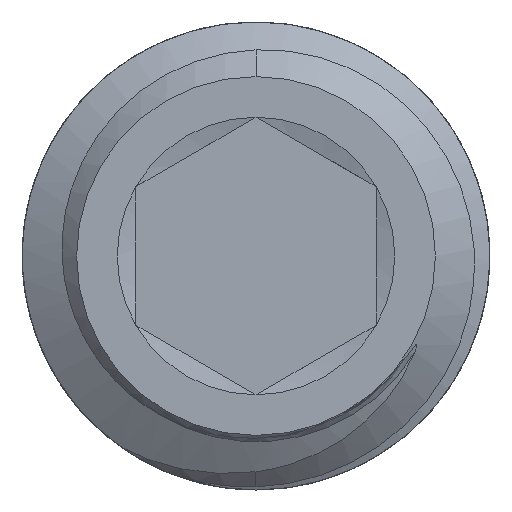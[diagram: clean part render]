
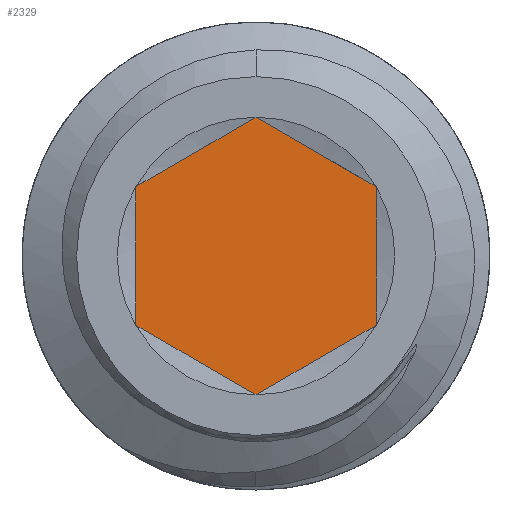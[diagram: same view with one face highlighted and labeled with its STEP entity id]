
A CAD part, front view. The second image highlights one B-rep face of the part: STEP entity #2329.
In plain terms, the highlighted planar face has unit normal (0, -1, 0).
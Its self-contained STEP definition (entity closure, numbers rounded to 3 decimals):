
#46 = DIRECTION ( 'NONE',  ( 0.866, 0., 0.5 ) ) ;
#183 = EDGE_CURVE ( 'NONE', #3442, #1380, #2079, .T. ) ;
#307 = LINE ( 'NONE', #346, #1599 ) ;
#346 = CARTESIAN_POINT ( 'NONE',  ( 0., -3.5, 1.778 ) ) ;
#538 = FACE_OUTER_BOUND ( 'NONE', #3772, .T. ) ;
#616 = ORIENTED_EDGE ( 'NONE', *, *, #2654, .T. ) ;
#648 = DIRECTION ( 'NONE',  ( -0.866, 0., -0.5 ) ) ;
#796 = CARTESIAN_POINT ( 'NONE',  ( -1.54, -3.5, -0.889 ) ) ;
#817 = CARTESIAN_POINT ( 'NONE',  ( 0., -3.5, 0. ) ) ;
#847 = PLANE ( 'NONE',  #1353 ) ;
#942 = CARTESIAN_POINT ( 'NONE',  ( 1.54, -3.5, 0.889 ) ) ;
#1041 = CARTESIAN_POINT ( 'NONE',  ( 1.54, -3.5, -0.889 ) ) ;
#1201 = ORIENTED_EDGE ( 'NONE', *, *, #2868, .T. ) ;
#1213 = CARTESIAN_POINT ( 'NONE',  ( 0., -3.5, 1.778 ) ) ;
#1228 = ORIENTED_EDGE ( 'NONE', *, *, #3198, .T. ) ;
#1255 = CARTESIAN_POINT ( 'NONE',  ( 1.54, -3.5, 0.889 ) ) ;
#1348 = EDGE_CURVE ( 'NONE', #2977, #3442, #1987, .T. ) ;
#1353 = AXIS2_PLACEMENT_3D ( 'NONE', #817, #2937, #3209 ) ;
#1380 = VERTEX_POINT ( 'NONE', #1041 ) ;
#1429 = CARTESIAN_POINT ( 'NONE',  ( -1.54, -3.5, 0.889 ) ) ;
#1484 = DIRECTION ( 'NONE',  ( 0., 0., -1. ) ) ;
#1599 = VECTOR ( 'NONE', #648, 1000. ) ;
#1660 = ORIENTED_EDGE ( 'NONE', *, *, #2140, .T. ) ;
#1754 = ORIENTED_EDGE ( 'NONE', *, *, #1348, .T. ) ;
#1785 = LINE ( 'NONE', #2979, #1976 ) ;
#1806 = CARTESIAN_POINT ( 'NONE',  ( 0., -3.5, -1.778 ) ) ;
#1819 = CARTESIAN_POINT ( 'NONE',  ( 0., -3.5, -1.778 ) ) ;
#1976 = VECTOR ( 'NONE', #1484, 1000. ) ;
#1987 = LINE ( 'NONE', #3441, #2975 ) ;
#2079 = LINE ( 'NONE', #1819, #3300 ) ;
#2140 = EDGE_CURVE ( 'NONE', #2559, #2552, #3010, .T. ) ;
#2329 = ADVANCED_FACE ( 'NONE', ( #538 ), #847, .T. ) ;
#2552 = VERTEX_POINT ( 'NONE', #1213 ) ;
#2559 = VERTEX_POINT ( 'NONE', #942 ) ;
#2583 = VECTOR ( 'NONE', #2618, 1000. ) ;
#2594 = CARTESIAN_POINT ( 'NONE',  ( 1.54, -3.5, -0.889 ) ) ;
#2618 = DIRECTION ( 'NONE',  ( 0., 0., 1. ) ) ;
#2654 = EDGE_CURVE ( 'NONE', #2552, #3763, #307, .T. ) ;
#2684 = VECTOR ( 'NONE', #2734, 1000. ) ;
#2734 = DIRECTION ( 'NONE',  ( -0.866, 0., 0.5 ) ) ;
#2868 = EDGE_CURVE ( 'NONE', #1380, #2559, #3288, .T. ) ;
#2937 = DIRECTION ( 'NONE',  ( 0., -1., 0. ) ) ;
#2975 = VECTOR ( 'NONE', #3467, 1000. ) ;
#2977 = VERTEX_POINT ( 'NONE', #796 ) ;
#2979 = CARTESIAN_POINT ( 'NONE',  ( -1.54, -3.5, 0.889 ) ) ;
#3010 = LINE ( 'NONE', #1255, #2684 ) ;
#3198 = EDGE_CURVE ( 'NONE', #3763, #2977, #1785, .T. ) ;
#3209 = DIRECTION ( 'NONE',  ( 0., 0., -1. ) ) ;
#3288 = LINE ( 'NONE', #2594, #2583 ) ;
#3300 = VECTOR ( 'NONE', #46, 1000. ) ;
#3396 = ORIENTED_EDGE ( 'NONE', *, *, #183, .T. ) ;
#3441 = CARTESIAN_POINT ( 'NONE',  ( -1.54, -3.5, -0.889 ) ) ;
#3442 = VERTEX_POINT ( 'NONE', #1806 ) ;
#3467 = DIRECTION ( 'NONE',  ( 0.866, 0., -0.5 ) ) ;
#3763 = VERTEX_POINT ( 'NONE', #1429 ) ;
#3772 = EDGE_LOOP ( 'NONE', ( #3396, #1201, #1660, #616, #1228, #1754 ) ) ;
